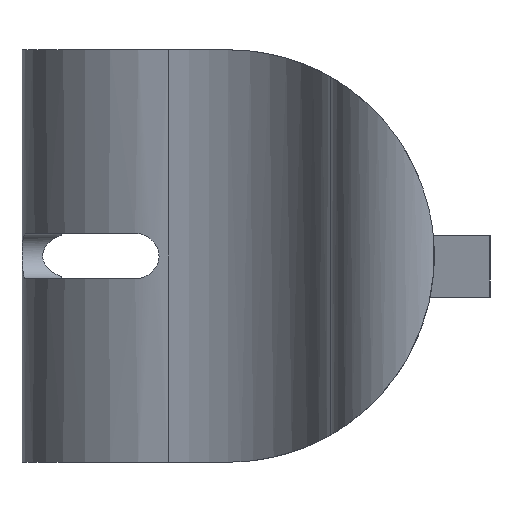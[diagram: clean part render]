
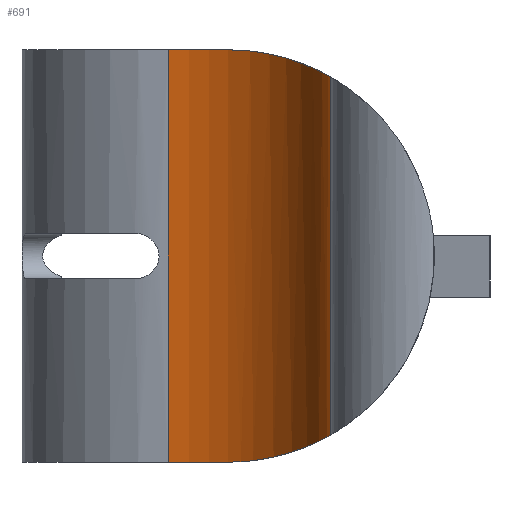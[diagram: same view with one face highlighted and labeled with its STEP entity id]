
A CAD part, left-side view. The second image highlights one B-rep face of the part: STEP entity #691.
In plain terms, the highlighted cylindrical face has radius 10 mm (diameter 20 mm), a partial arc.
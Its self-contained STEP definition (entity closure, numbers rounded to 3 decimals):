
#37=B_SPLINE_CURVE_WITH_KNOTS('',3,(#1302,#1303,#1304,#1305,#1306,#1307,
#1308,#1309,#1310,#1311),.UNSPECIFIED.,.F.,.F.,(4,2,2,2,4),(5.265,
5.487,5.885,6.084,6.217),
 .UNSPECIFIED.);
#40=B_SPLINE_CURVE_WITH_KNOTS('',3,(#1348,#1349,#1350,#1351,#1352,#1353,
#1354,#1355,#1356,#1357),.UNSPECIFIED.,.F.,.F.,(4,2,2,2,4),(1.231,
1.364,1.564,1.962,2.183),
 .UNSPECIFIED.);
#58=CYLINDRICAL_SURFACE('',#770,10.);
#87=FACE_OUTER_BOUND('',#128,.T.);
#128=EDGE_LOOP('',(#598,#599,#600,#601,#602,#603));
#155=LINE('',#1216,#208);
#172=LINE('',#1379,#225);
#208=VECTOR('',#848,9.);
#225=VECTOR('',#901,5.);
#259=CIRCLE('',#747,10.);
#265=CIRCLE('',#769,10.);
#299=VERTEX_POINT('',#1213);
#300=VERTEX_POINT('',#1215);
#310=VERTEX_POINT('',#1291);
#312=VERTEX_POINT('',#1299);
#313=VERTEX_POINT('',#1301);
#316=VERTEX_POINT('',#1331);
#377=EDGE_CURVE('',#299,#300,#155,.T.);
#392=EDGE_CURVE('',#299,#310,#259,.T.);
#397=EDGE_CURVE('',#312,#313,#37,.T.);
#401=EDGE_CURVE('',#316,#310,#40,.T.);
#413=EDGE_CURVE('',#313,#316,#172,.T.);
#430=EDGE_CURVE('',#312,#300,#265,.T.);
#598=ORIENTED_EDGE('',*,*,#401,.F.);
#599=ORIENTED_EDGE('',*,*,#413,.F.);
#600=ORIENTED_EDGE('',*,*,#397,.F.);
#601=ORIENTED_EDGE('',*,*,#430,.T.);
#602=ORIENTED_EDGE('',*,*,#377,.F.);
#603=ORIENTED_EDGE('',*,*,#392,.T.);
#691=ADVANCED_FACE('',(#87),#58,.F.);
#747=AXIS2_PLACEMENT_3D('',#1293,#871,#872);
#769=AXIS2_PLACEMENT_3D('',#1414,#939,#940);
#770=AXIS2_PLACEMENT_3D('',#1415,#941,#942);
#848=DIRECTION('',(0.,0.,1.));
#871=DIRECTION('center_axis',(0.,0.,-1.));
#872=DIRECTION('ref_axis',(0.707,-0.707,0.));
#901=DIRECTION('',(0.,0.,-1.));
#939=DIRECTION('center_axis',(0.,0.,1.));
#940=DIRECTION('ref_axis',(0.707,-0.707,0.));
#941=DIRECTION('center_axis',(0.,0.,-1.));
#942=DIRECTION('ref_axis',(0.707,-0.707,0.));
#1213=CARTESIAN_POINT('',(13.776,12.895,0.));
#1215=CARTESIAN_POINT('',(13.776,12.895,20.));
#1216=CARTESIAN_POINT('',(13.776,12.895,20.));
#1291=CARTESIAN_POINT('',(12.66,10.,0.));
#1293=CARTESIAN_POINT('Origin',(4.,15.,0.));
#1299=CARTESIAN_POINT('',(12.66,10.,20.));
#1301=CARTESIAN_POINT('',(4.667,5.022,18.673));
#1302=CARTESIAN_POINT('Ctrl Pts',(12.66,10.,20.));
#1303=CARTESIAN_POINT('Ctrl Pts',(12.264,9.313,20.));
#1304=CARTESIAN_POINT('Ctrl Pts',(11.782,8.678,19.927));
#1305=CARTESIAN_POINT('Ctrl Pts',(10.38,7.188,19.646));
#1306=CARTESIAN_POINT('Ctrl Pts',(9.239,6.372,19.338));
#1307=CARTESIAN_POINT('Ctrl Pts',(7.346,5.551,18.961));
#1308=CARTESIAN_POINT('Ctrl Pts',(6.684,5.343,18.851));
#1309=CARTESIAN_POINT('Ctrl Pts',(5.566,5.113,18.725));
#1310=CARTESIAN_POINT('Ctrl Pts',(5.115,5.052,18.69));
#1311=CARTESIAN_POINT('Ctrl Pts',(4.667,5.022,18.673));
#1331=CARTESIAN_POINT('',(4.667,5.022,1.327));
#1348=CARTESIAN_POINT('Ctrl Pts',(4.667,5.022,1.327));
#1349=CARTESIAN_POINT('Ctrl Pts',(5.115,5.052,1.31));
#1350=CARTESIAN_POINT('Ctrl Pts',(5.567,5.113,1.275));
#1351=CARTESIAN_POINT('Ctrl Pts',(6.687,5.343,1.149));
#1352=CARTESIAN_POINT('Ctrl Pts',(7.349,5.552,1.039));
#1353=CARTESIAN_POINT('Ctrl Pts',(9.243,6.374,0.661));
#1354=CARTESIAN_POINT('Ctrl Pts',(10.384,7.192,0.353));
#1355=CARTESIAN_POINT('Ctrl Pts',(11.785,8.681,0.073));
#1356=CARTESIAN_POINT('Ctrl Pts',(12.265,9.315,0.));
#1357=CARTESIAN_POINT('Ctrl Pts',(12.66,10.,0.));
#1379=CARTESIAN_POINT('',(4.667,5.022,20.));
#1414=CARTESIAN_POINT('Origin',(4.,15.,20.));
#1415=CARTESIAN_POINT('Origin',(4.,15.,20.));
